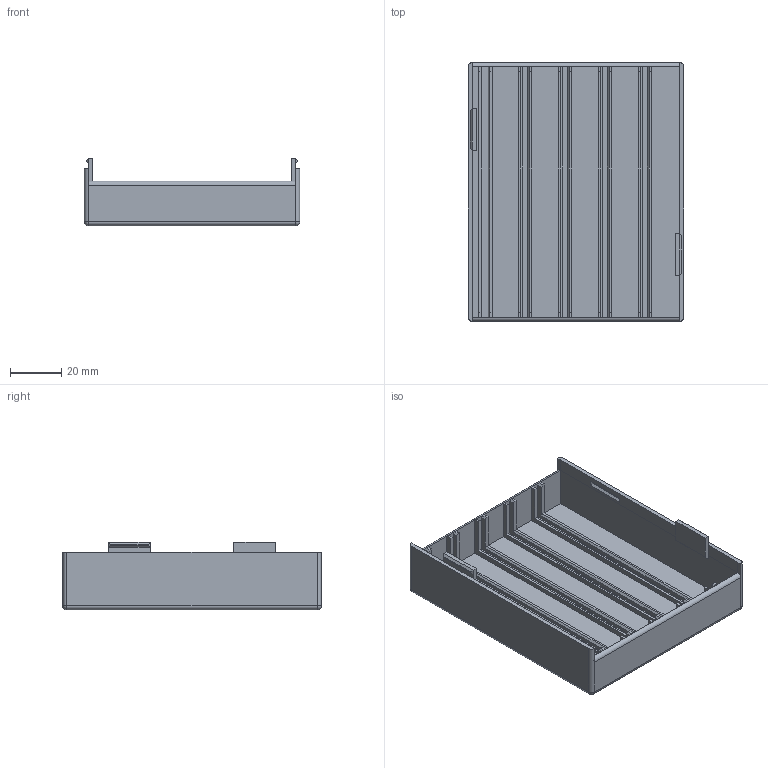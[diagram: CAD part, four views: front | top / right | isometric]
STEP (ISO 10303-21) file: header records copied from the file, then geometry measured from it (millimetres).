
FILE_DESCRIPTION(('FreeCAD Model'),'2;1');
FILE_NAME('16db speaker attenuator pcb box.step','2021-03-10T18:51:57',('Marc Ketel'),( 'https://github.com/atoomnetmarc'),'Open CASCADE STEP processor 7.3' ,'FreeCAD','Unknown');
FILE_SCHEMA(('AUTOMOTIVE_DESIGN { 1 0 10303 214 1 1 1 1 }'));
Length unit declared in the file: millimetre
Products named in the file (2): Chamfer002; Chamfer003
Bounding box: 83.9 x 100.8 x 26.4 mm (x, y, z)
Volume: 28263.8 mm3; surface area: 39714.4 mm2
Topology: 11 solids, 11 shells, 216 faces, 556 edges, 360 vertices
Faces by surface type: plane 202, cylinder 10, sphere 4
Entity records: 13508 total; most frequent: CARTESIAN_POINT 2415, DIRECTION 1943, LINE 1464, VECTOR 1464, ORIENTED_EDGE 1104, PCURVE 1104, DEFINITIONAL_REPRESENTATION 1104, EDGE_CURVE 552
